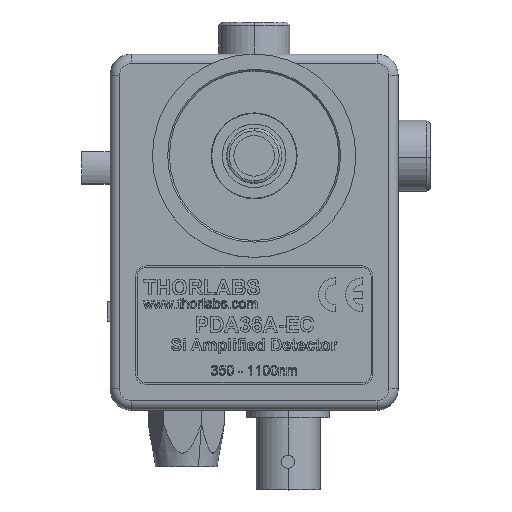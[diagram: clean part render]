
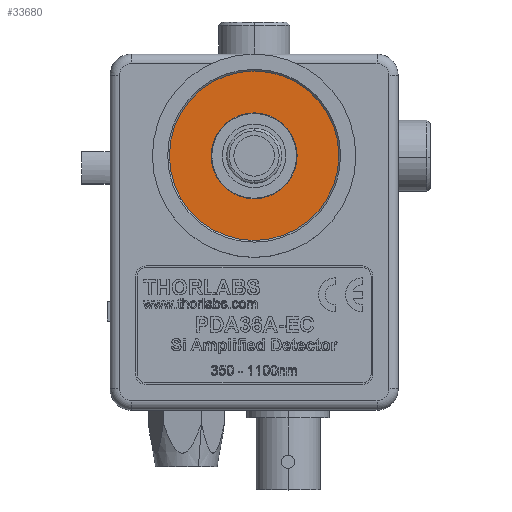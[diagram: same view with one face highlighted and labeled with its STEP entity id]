
A CAD part, top view. The second image highlights one B-rep face of the part: STEP entity #33680.
In plain terms, the highlighted planar face has unit normal (0, 0, 1).
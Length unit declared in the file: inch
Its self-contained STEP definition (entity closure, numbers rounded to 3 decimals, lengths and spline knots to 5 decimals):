
#33563 = VERTEX_POINT ( 'NONE', #36016 ) ;
#33565 = VERTEX_POINT ( 'NONE', #35927 ) ;
#33581 = VERTEX_POINT ( 'NONE', #35899 ) ;
#33582 = VERTEX_POINT ( 'NONE', #35998 ) ;
#33584 = EDGE_CURVE ( 'NONE', #33565, #33563, #35979, .T. ) ;
#33587 = EDGE_LOOP ( 'NONE', ( #33684, #33682 ) ) ;
#33604 = EDGE_CURVE ( 'NONE', #33563, #33565, #35962, .T. ) ;
#33621 = EDGE_LOOP ( 'NONE', ( #33674, #33656 ) ) ;
#33656 = ORIENTED_EDGE ( 'NONE', *, *, #33671, .T. ) ;
#33671 = EDGE_CURVE ( 'NONE', #33581, #33582, #36283, .T. ) ;
#33672 = EDGE_CURVE ( 'NONE', #33582, #33581, #36249, .T. ) ;
#33674 = ORIENTED_EDGE ( 'NONE', *, *, #33672, .T. ) ;
#33680 = ADVANCED_FACE ( 'NONE', ( #36234, #36243 ), #36245, .T. ) ;
#33682 = ORIENTED_EDGE ( 'NONE', *, *, #33584, .F. ) ;
#33684 = ORIENTED_EDGE ( 'NONE', *, *, #33604, .F. ) ;
#35899 = CARTESIAN_POINT ( 'NONE',  ( 0.3325, 1.5, 0.88 ) ) ;
#35927 = CARTESIAN_POINT ( 'NONE',  ( 0.5965, 1.5, 0.88 ) ) ;
#35962 = CIRCLE ( 'NONE', #35988, 0.2535 ) ;
#35965 = CARTESIAN_POINT ( 'NONE',  ( 0.85, 1.5, 0.88 ) ) ;
#35974 = DIRECTION ( 'NONE',  ( 1., 0., 0. ) ) ;
#35976 = DIRECTION ( 'NONE',  ( 0., 0., 1. ) ) ;
#35977 = AXIS2_PLACEMENT_3D ( 'NONE', #36012, #35976, #35974 ) ;
#35979 = CIRCLE ( 'NONE', #35977, 0.2535 ) ;
#35981 = DIRECTION ( 'NONE',  ( 0., 0., 1. ) ) ;
#35988 = AXIS2_PLACEMENT_3D ( 'NONE', #35965, #35981, #36058 ) ;
#35998 = CARTESIAN_POINT ( 'NONE',  ( 1.3675, 1.5, 0.88 ) ) ;
#36012 = CARTESIAN_POINT ( 'NONE',  ( 0.85, 1.5, 0.88 ) ) ;
#36016 = CARTESIAN_POINT ( 'NONE',  ( 1.1035, 1.5, 0.88 ) ) ;
#36058 = DIRECTION ( 'NONE',  ( 1., 0., 0. ) ) ;
#36229 = DIRECTION ( 'NONE',  ( 1., 0., 0. ) ) ;
#36231 = AXIS2_PLACEMENT_3D ( 'NONE', #36272, #36290, #36229 ) ;
#36234 = FACE_BOUND ( 'NONE', #33587, .T. ) ;
#36238 = DIRECTION ( 'NONE',  ( 1., 0., 0. ) ) ;
#36240 = DIRECTION ( 'NONE',  ( 0., 0., 1. ) ) ;
#36241 = CARTESIAN_POINT ( 'NONE',  ( 0.85, 1.5, 0.88 ) ) ;
#36243 = FACE_OUTER_BOUND ( 'NONE', #33621, .T. ) ;
#36245 = PLANE ( 'NONE',  #36277 ) ;
#36247 = CARTESIAN_POINT ( 'NONE',  ( 0.85, 1.5, 0.88 ) ) ;
#36249 = CIRCLE ( 'NONE', #36231, 0.5175 ) ;
#36272 = CARTESIAN_POINT ( 'NONE',  ( 0.85, 1.5, 0.88 ) ) ;
#36277 = AXIS2_PLACEMENT_3D ( 'NONE', #36247, #36351, #36349 ) ;
#36279 = AXIS2_PLACEMENT_3D ( 'NONE', #36241, #36240, #36238 ) ;
#36283 = CIRCLE ( 'NONE', #36279, 0.5175 ) ;
#36290 = DIRECTION ( 'NONE',  ( 0., 0., 1. ) ) ;
#36349 = DIRECTION ( 'NONE',  ( 1., 0., 0. ) ) ;
#36351 = DIRECTION ( 'NONE',  ( 0., 0., 1. ) ) ;
